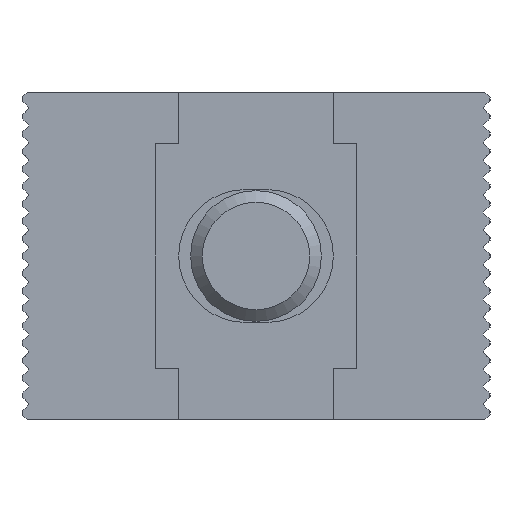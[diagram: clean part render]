
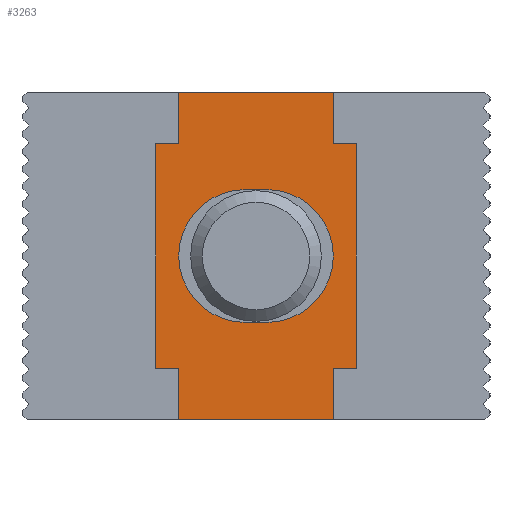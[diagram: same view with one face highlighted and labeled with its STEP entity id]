
A CAD part, front view. The second image highlights one B-rep face of the part: STEP entity #3263.
In plain terms, the highlighted planar face has unit normal (0, -1, 0).
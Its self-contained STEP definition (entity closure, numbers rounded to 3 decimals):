
#3263 = ADVANCED_FACE( '', ( #6760, #6761 ), #6762, .F. );
#6760 = FACE_BOUND( '', #10538, .T. );
#6761 = FACE_OUTER_BOUND( '', #10539, .T. );
#6762 = PLANE( '', #10540 );
#10538 = EDGE_LOOP( '', ( #20589, #20590, #20591, #20592 ) );
#10539 = EDGE_LOOP( '', ( #20593, #20594, #20595, #20596, #20597, #20598, #20599, #20600, #20601, #20602, #20603, #20604 ) );
#10540 = AXIS2_PLACEMENT_3D( '', #20605, #20606, #20607 );
#20589 = ORIENTED_EDGE( '', *, *, #27814, .T. );
#20590 = ORIENTED_EDGE( '', *, *, #27815, .T. );
#20591 = ORIENTED_EDGE( '', *, *, #27816, .T. );
#20592 = ORIENTED_EDGE( '', *, *, #25943, .T. );
#20593 = ORIENTED_EDGE( '', *, *, #27332, .T. );
#20594 = ORIENTED_EDGE( '', *, *, #23752, .F. );
#20595 = ORIENTED_EDGE( '', *, *, #23614, .T. );
#20596 = ORIENTED_EDGE( '', *, *, #27817, .T. );
#20597 = ORIENTED_EDGE( '', *, *, #27336, .T. );
#20598 = ORIENTED_EDGE( '', *, *, #23965, .F. );
#20599 = ORIENTED_EDGE( '', *, *, #27818, .F. );
#20600 = ORIENTED_EDGE( '', *, *, #25825, .F. );
#20601 = ORIENTED_EDGE( '', *, *, #27614, .F. );
#20602 = ORIENTED_EDGE( '', *, *, #27819, .T. );
#20603 = ORIENTED_EDGE( '', *, *, #27820, .F. );
#20604 = ORIENTED_EDGE( '', *, *, #27725, .T. );
#20605 = CARTESIAN_POINT( '', ( -12.563, 0., 15. ) );
#20606 = DIRECTION( '', ( 0., 1., 0. ) );
#20607 = DIRECTION( '', ( 0., 0., 1. ) );
#23614 = EDGE_CURVE( '', #28536, #28537, #28538, .T. );
#23752 = EDGE_CURVE( '', #28536, #28791, #28792, .T. );
#23965 = EDGE_CURVE( '', #29170, #29171, #29172, .T. );
#25825 = EDGE_CURVE( '', #32273, #32275, #32276, .T. );
#25943 = EDGE_CURVE( '', #32458, #32460, #32462, .T. );
#27332 = EDGE_CURVE( '', #34404, #28791, #34405, .T. );
#27336 = EDGE_CURVE( '', #34409, #29171, #34410, .T. );
#27614 = EDGE_CURVE( '', #34749, #32273, #34751, .T. );
#27725 = EDGE_CURVE( '', #34877, #34404, #34878, .T. );
#27814 = EDGE_CURVE( '', #32460, #34990, #34991, .T. );
#27815 = EDGE_CURVE( '', #34990, #34992, #34993, .T. );
#27816 = EDGE_CURVE( '', #34992, #32458, #34994, .T. );
#27817 = EDGE_CURVE( '', #28537, #34409, #34995, .T. );
#27818 = EDGE_CURVE( '', #32275, #29170, #34996, .T. );
#27819 = EDGE_CURVE( '', #34749, #34997, #34998, .T. );
#27820 = EDGE_CURVE( '', #34877, #34997, #34999, .T. );
#28536 = VERTEX_POINT( '', #35851 );
#28537 = VERTEX_POINT( '', #35852 );
#28538 = LINE( '', #35853, #35854 );
#28791 = VERTEX_POINT( '', #36226 );
#28792 = LINE( '', #36227, #36228 );
#29170 = VERTEX_POINT( '', #36773 );
#29171 = VERTEX_POINT( '', #36774 );
#29172 = LINE( '', #36775, #36776 );
#32273 = VERTEX_POINT( '', #41376 );
#32275 = VERTEX_POINT( '', #41379 );
#32276 = LINE( '', #41380, #41381 );
#32458 = VERTEX_POINT( '', #41658 );
#32460 = VERTEX_POINT( '', #41661 );
#32462 = CIRCLE( '', #41664, 6.1 );
#34404 = VERTEX_POINT( '', #44617 );
#34405 = LINE( '', #44618, #44619 );
#34409 = VERTEX_POINT( '', #44626 );
#34410 = LINE( '', #44627, #44628 );
#34749 = VERTEX_POINT( '', #45147 );
#34751 = LINE( '', #45150, #45151 );
#34877 = VERTEX_POINT( '', #45347 );
#34878 = LINE( '', #45348, #45349 );
#34990 = VERTEX_POINT( '', #45526 );
#34991 = LINE( '', #45527, #45528 );
#34992 = VERTEX_POINT( '', #45529 );
#34993 = CIRCLE( '', #45530, 6.1 );
#34994 = LINE( '', #45531, #45532 );
#34995 = LINE( '', #45533, #45534 );
#34996 = LINE( '', #45535, #45536 );
#34997 = VERTEX_POINT( '', #45537 );
#34998 = LINE( '', #45538, #45539 );
#34999 = LINE( '', #45540, #45541 );
#35851 = CARTESIAN_POINT( '', ( -10.221, 0., -15. ) );
#35852 = CARTESIAN_POINT( '', ( 10.221, 0., -15. ) );
#35853 = CARTESIAN_POINT( '', ( -12.563, 0., -15. ) );
#35854 = VECTOR( '', #46399, 1000. );
#36226 = CARTESIAN_POINT( '', ( -10.221, 0., -10.3 ) );
#36227 = CARTESIAN_POINT( '', ( -10.221, 0., -15. ) );
#36228 = VECTOR( '', #46522, 1000. );
#36773 = CARTESIAN_POINT( '', ( 12.563, 0., 10.3 ) );
#36774 = CARTESIAN_POINT( '', ( 12.563, 0., -10.3 ) );
#36775 = CARTESIAN_POINT( '', ( 12.563, 0., 15. ) );
#36776 = VECTOR( '', #46696, 1000. );
#41376 = CARTESIAN_POINT( '', ( 10.221, 0., 15. ) );
#41379 = CARTESIAN_POINT( '', ( 10.221, 0., 10.3 ) );
#41380 = CARTESIAN_POINT( '', ( 10.221, 0., 15. ) );
#41381 = VECTOR( '', #48284, 1000. );
#41658 = CARTESIAN_POINT( '', ( 1., 0., 6.1 ) );
#41661 = CARTESIAN_POINT( '', ( 1., 0., -6.1 ) );
#41664 = AXIS2_PLACEMENT_3D( '', #48382, #48383, #48384 );
#44617 = CARTESIAN_POINT( '', ( -12.563, 0., -10.3 ) );
#44618 = CARTESIAN_POINT( '', ( -18.75, 0., -10.3 ) );
#44619 = VECTOR( '', #49420, 1000. );
#44626 = CARTESIAN_POINT( '', ( 10.221, 0., -10.3 ) );
#44627 = CARTESIAN_POINT( '', ( 10.221, 0., -10.3 ) );
#44628 = VECTOR( '', #49424, 1000. );
#45147 = CARTESIAN_POINT( '', ( -10.221, 0., 15. ) );
#45150 = CARTESIAN_POINT( '', ( -12.563, 0., 15. ) );
#45151 = VECTOR( '', #49606, 1000. );
#45347 = CARTESIAN_POINT( '', ( -12.563, 0., 10.3 ) );
#45348 = CARTESIAN_POINT( '', ( -12.563, 0., 15. ) );
#45349 = VECTOR( '', #49680, 1000. );
#45526 = CARTESIAN_POINT( '', ( -1., 0., -6.1 ) );
#45527 = CARTESIAN_POINT( '', ( 1., 0., -6.1 ) );
#45528 = VECTOR( '', #49746, 1000. );
#45529 = CARTESIAN_POINT( '', ( -1., 0., 6.1 ) );
#45530 = AXIS2_PLACEMENT_3D( '', #49747, #49748, #49749 );
#45531 = CARTESIAN_POINT( '', ( -1., 0., 6.1 ) );
#45532 = VECTOR( '', #49750, 1000. );
#45533 = CARTESIAN_POINT( '', ( 10.221, 0., -15. ) );
#45534 = VECTOR( '', #49751, 1000. );
#45535 = CARTESIAN_POINT( '', ( 10.221, 0., 10.3 ) );
#45536 = VECTOR( '', #49752, 1000. );
#45537 = CARTESIAN_POINT( '', ( -10.221, 0., 10.3 ) );
#45538 = CARTESIAN_POINT( '', ( -10.221, 0., 15. ) );
#45539 = VECTOR( '', #49753, 1000. );
#45540 = CARTESIAN_POINT( '', ( -18.75, 0., 10.3 ) );
#45541 = VECTOR( '', #49754, 1000. );
#46399 = DIRECTION( '', ( 1., 0., 0. ) );
#46522 = DIRECTION( '', ( 0., 0., 1. ) );
#46696 = DIRECTION( '', ( 0., 0., -1. ) );
#48284 = DIRECTION( '', ( 0., 0., -1. ) );
#48382 = CARTESIAN_POINT( '', ( 1., 0., 0. ) );
#48383 = DIRECTION( '', ( 0., 1., 0. ) );
#48384 = DIRECTION( '', ( 1., 0., 0. ) );
#49420 = DIRECTION( '', ( 1., 0., 0. ) );
#49424 = DIRECTION( '', ( 1., 0., 0. ) );
#49606 = DIRECTION( '', ( 1., 0., 0. ) );
#49680 = DIRECTION( '', ( 0., 0., -1. ) );
#49746 = DIRECTION( '', ( -1., 0., 0. ) );
#49747 = CARTESIAN_POINT( '', ( -1., 0., 0. ) );
#49748 = DIRECTION( '', ( 0., 1., 0. ) );
#49749 = DIRECTION( '', ( 1., 0., 0. ) );
#49750 = DIRECTION( '', ( 1., 0., 0. ) );
#49751 = DIRECTION( '', ( 0., 0., 1. ) );
#49752 = DIRECTION( '', ( 1., 0., 0. ) );
#49753 = DIRECTION( '', ( 0., 0., -1. ) );
#49754 = DIRECTION( '', ( 1., 0., 0. ) );
